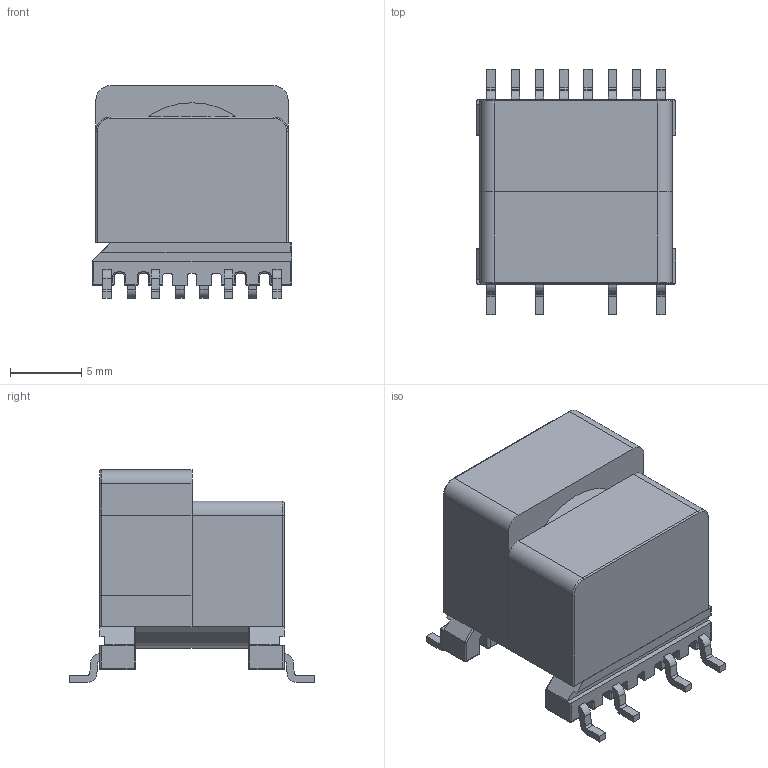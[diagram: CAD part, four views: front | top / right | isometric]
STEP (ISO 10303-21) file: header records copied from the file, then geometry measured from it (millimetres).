
FILE_DESCRIPTION( ( 'Unknown' ), '1' );
FILE_NAME( '750052121.stp', 'Unknown', ( 'Unknown' ), ( 'Unknown' ), 'PSStep 13.0', 'Unknown', ' ' );
FILE_SCHEMA( ( 'AUTOMOTIVE_DESIGN { 1 0 10303 214 1 1 1 1 }' ) );
Length unit declared in the file: millimetre
Products named in the file (12): Assem1; Kern; Gehäuse; Marking
Bounding box: 13.97 x 17.17 x 14.9 mm (x, y, z)
Volume: 2419.4 mm3; surface area: 3682.8 mm2
Topology: 23 solids, 23 shells, 1310 faces, 3242 edges, 1954 vertices
Faces by surface type: plane 544, cylinder 512, torus 126, bspline 56, sphere 48, extrusion 24
Full cylindrical faces by diameter (mm): 1 x2, 4.38 x3, 4.4 x2, 7.4 x2
Entity records: 24724 total; most frequent: CARTESIAN_POINT 4247, DIRECTION 3272, ORIENTED_EDGE 3136, EDGE_CURVE 1568, AXIS2_PLACEMENT_3D 1217, VERTEX_POINT 960, VECTOR 838, LINE 826
